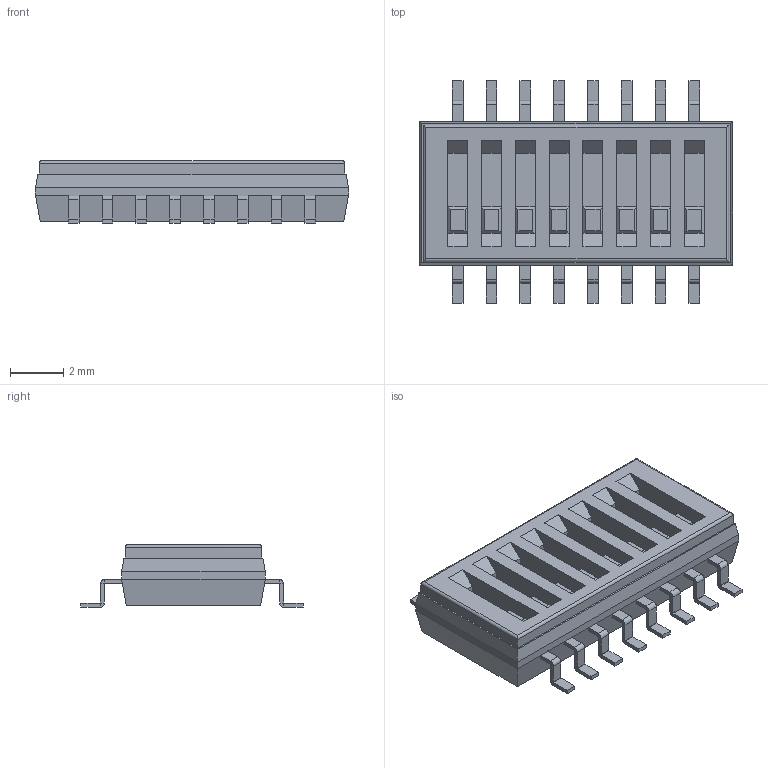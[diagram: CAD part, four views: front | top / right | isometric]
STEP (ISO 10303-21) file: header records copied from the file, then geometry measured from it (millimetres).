
FILE_DESCRIPTION (( 'STEP AP214' ), '1' );
FILE_NAME ('ID8.STEP', '2024-03-29T06:47:36', ( '' ), ( '' ), 'SwSTEP 2.0', 'SolidWorks 2020', '' );
FILE_SCHEMA (( 'AUTOMOTIVE_DESIGN' ));
Length unit declared in the file: millimetre
Products named in the file (4): ID8; 錨璃1^ID8; 錨璃2^ID8; 錨璃3^ID8
Assembly tree (10 placements, depth 2):
  ID8
    錨璃1^ID8
    錨璃2^ID8
    錨璃3^ID8  x8
Bounding box: 11.76 x 8.35 x 2.35 mm (x, y, z)
Volume: 128.1 mm3; surface area: 368.6 mm2
Topology: 17 solids, 17 shells, 463 faces, 960 edges, 540 vertices
Faces by surface type: plane 395, cylinder 68
Entity records: 5443 total; most frequent: CARTESIAN_POINT 910, DIRECTION 860, ORIENTED_EDGE 856, EDGE_CURVE 428, LINE 408, VECTOR 408, VERTEX_POINT 260, AXIS2_PLACEMENT_3D 226
